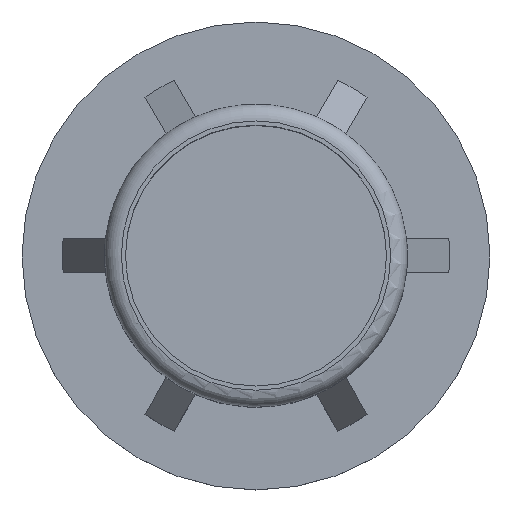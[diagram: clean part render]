
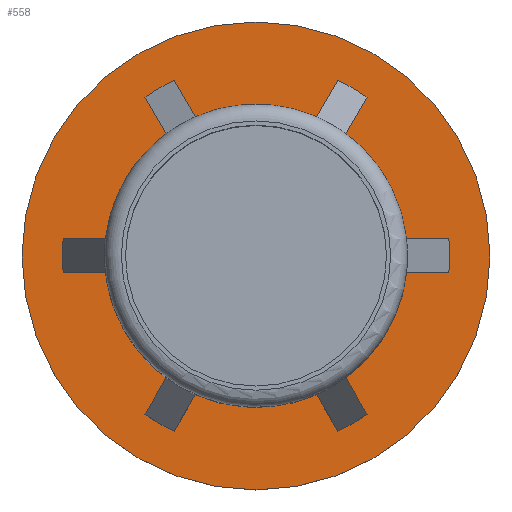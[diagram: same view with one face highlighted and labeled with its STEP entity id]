
A CAD part, top view. The second image highlights one B-rep face of the part: STEP entity #558.
In plain terms, the highlighted planar face has unit normal (0, 0, 1).
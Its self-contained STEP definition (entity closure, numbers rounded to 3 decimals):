
#130 = VERTEX_POINT('',#131);
#131 = CARTESIAN_POINT('',(-11.456,-1.,0.));
#147 = VERTEX_POINT('',#148);
#148 = CARTESIAN_POINT('',(-11.456,1.,0.));
#154 = EDGE_CURVE('',#130,#147,#155,.T.);
#155 = CIRCLE('',#156,11.5);
#156 = AXIS2_PLACEMENT_3D('',#157,#158,#159);
#157 = CARTESIAN_POINT('',(0.,0.,0.));
#158 = DIRECTION('',(0.,0.,-1.));
#159 = DIRECTION('',(-0.996,-0.087,-0.));
#172 = VERTEX_POINT('',#173);
#173 = CARTESIAN_POINT('',(-4.862,-10.422,0.));
#189 = VERTEX_POINT('',#190);
#190 = CARTESIAN_POINT('',(-6.594,-9.422,0.));
#196 = EDGE_CURVE('',#172,#189,#197,.T.);
#197 = CIRCLE('',#198,11.5);
#198 = AXIS2_PLACEMENT_3D('',#199,#200,#201);
#199 = CARTESIAN_POINT('',(0.,0.,0.));
#200 = DIRECTION('',(0.,0.,-1.));
#201 = DIRECTION('',(-0.423,-0.906,-0.));
#212 = EDGE_CURVE('',#213,#130,#215,.T.);
#213 = VERTEX_POINT('',#214);
#214 = CARTESIAN_POINT('',(-8.944,-1.,0.));
#215 = LINE('',#216,#217);
#216 = CARTESIAN_POINT('',(-8.944,-1.,0.));
#217 = VECTOR('',#218,1.);
#218 = DIRECTION('',(-1.,0.,0.));
#245 = VERTEX_POINT('',#246);
#246 = CARTESIAN_POINT('',(6.594,-9.422,0.));
#262 = VERTEX_POINT('',#263);
#263 = CARTESIAN_POINT('',(4.862,-10.422,0.));
#269 = EDGE_CURVE('',#245,#262,#270,.T.);
#270 = CIRCLE('',#271,11.5);
#271 = AXIS2_PLACEMENT_3D('',#272,#273,#274);
#272 = CARTESIAN_POINT('',(0.,0.,0.));
#273 = DIRECTION('',(0.,0.,-1.));
#274 = DIRECTION('',(0.573,-0.819,0.));
#287 = VERTEX_POINT('',#288);
#288 = CARTESIAN_POINT('',(11.456,1.,0.));
#304 = VERTEX_POINT('',#305);
#305 = CARTESIAN_POINT('',(11.456,-1.,0.));
#311 = EDGE_CURVE('',#287,#304,#312,.T.);
#312 = CIRCLE('',#313,11.5);
#313 = AXIS2_PLACEMENT_3D('',#314,#315,#316);
#314 = CARTESIAN_POINT('',(0.,0.,0.));
#315 = DIRECTION('',(0.,0.,-1.));
#316 = DIRECTION('',(0.996,0.087,0.));
#327 = EDGE_CURVE('',#328,#245,#330,.T.);
#328 = VERTEX_POINT('',#329);
#329 = CARTESIAN_POINT('',(5.338,-7.246,0.));
#330 = LINE('',#331,#332);
#331 = CARTESIAN_POINT('',(5.338,-7.246,0.));
#332 = VECTOR('',#333,1.);
#333 = DIRECTION('',(0.5,-0.866,0.));
#385 = VERTEX_POINT('',#386);
#386 = CARTESIAN_POINT('',(3.606,-8.246,0.));
#392 = EDGE_CURVE('',#385,#262,#393,.T.);
#393 = LINE('',#394,#395);
#394 = CARTESIAN_POINT('',(3.606,-8.246,0.));
#395 = VECTOR('',#396,1.);
#396 = DIRECTION('',(0.5,-0.866,0.));
#416 = VERTEX_POINT('',#417);
#417 = CARTESIAN_POINT('',(8.944,-1.,0.));
#423 = EDGE_CURVE('',#416,#304,#424,.T.);
#424 = LINE('',#425,#426);
#425 = CARTESIAN_POINT('',(8.944,-1.,0.));
#426 = VECTOR('',#427,1.);
#427 = DIRECTION('',(1.,0.,0.));
#438 = EDGE_CURVE('',#439,#172,#441,.T.);
#439 = VERTEX_POINT('',#440);
#440 = CARTESIAN_POINT('',(-3.606,-8.246,0.));
#441 = LINE('',#442,#443);
#442 = CARTESIAN_POINT('',(-3.606,-8.246,0.));
#443 = VECTOR('',#444,1.);
#444 = DIRECTION('',(-0.5,-0.866,0.));
#496 = VERTEX_POINT('',#497);
#497 = CARTESIAN_POINT('',(-5.338,-7.246,0.));
#503 = EDGE_CURVE('',#496,#189,#504,.T.);
#504 = LINE('',#505,#506);
#505 = CARTESIAN_POINT('',(-5.338,-7.246,0.));
#506 = VECTOR('',#507,1.);
#507 = DIRECTION('',(-0.5,-0.866,0.));
#540 = VERTEX_POINT('',#541);
#541 = CARTESIAN_POINT('',(13.9,0.,0.));
#546 = EDGE_CURVE('',#540,#540,#547,.T.);
#547 = CIRCLE('',#548,13.9);
#548 = AXIS2_PLACEMENT_3D('',#549,#550,#551);
#549 = CARTESIAN_POINT('',(0.,0.,0.));
#550 = DIRECTION('',(0.,0.,1.));
#551 = DIRECTION('',(1.,0.,-0.));
#558 = ADVANCED_FACE('',(#559,#562),#686,.T.);
#559 = FACE_BOUND('',#560,.T.);
#560 = EDGE_LOOP('',(#561));
#561 = ORIENTED_EDGE('',*,*,#546,.T.);
#562 = FACE_BOUND('',#563,.T.);
#563 = EDGE_LOOP('',(#564,#574,#583,#591,#600,#608,#617,#623,#624,#625,
    #632,#633,#634,#635,#642,#643,#644,#645,#652,#653,#654,#662,#671,
    #679));
#564 = ORIENTED_EDGE('',*,*,#565,.T.);
#565 = EDGE_CURVE('',#566,#568,#570,.T.);
#566 = VERTEX_POINT('',#567);
#567 = CARTESIAN_POINT('',(-4.862,10.422,0.));
#568 = VERTEX_POINT('',#569);
#569 = CARTESIAN_POINT('',(-3.606,8.246,0.));
#570 = LINE('',#571,#572);
#571 = CARTESIAN_POINT('',(-4.862,10.422,0.));
#572 = VECTOR('',#573,1.);
#573 = DIRECTION('',(0.5,-0.866,0.));
#574 = ORIENTED_EDGE('',*,*,#575,.T.);
#575 = EDGE_CURVE('',#568,#576,#578,.T.);
#576 = VERTEX_POINT('',#577);
#577 = CARTESIAN_POINT('',(3.606,8.246,0.));
#578 = CIRCLE('',#579,9.);
#579 = AXIS2_PLACEMENT_3D('',#580,#581,#582);
#580 = CARTESIAN_POINT('',(0.,0.,0.));
#581 = DIRECTION('',(0.,0.,-1.));
#582 = DIRECTION('',(-0.401,0.916,0.));
#583 = ORIENTED_EDGE('',*,*,#584,.T.);
#584 = EDGE_CURVE('',#576,#585,#587,.T.);
#585 = VERTEX_POINT('',#586);
#586 = CARTESIAN_POINT('',(4.862,10.422,0.));
#587 = LINE('',#588,#589);
#588 = CARTESIAN_POINT('',(3.606,8.246,0.));
#589 = VECTOR('',#590,1.);
#590 = DIRECTION('',(0.5,0.866,0.));
#591 = ORIENTED_EDGE('',*,*,#592,.T.);
#592 = EDGE_CURVE('',#585,#593,#595,.T.);
#593 = VERTEX_POINT('',#594);
#594 = CARTESIAN_POINT('',(6.594,9.422,0.));
#595 = CIRCLE('',#596,11.5);
#596 = AXIS2_PLACEMENT_3D('',#597,#598,#599);
#597 = CARTESIAN_POINT('',(0.,0.,0.));
#598 = DIRECTION('',(0.,0.,-1.));
#599 = DIRECTION('',(0.423,0.906,0.));
#600 = ORIENTED_EDGE('',*,*,#601,.T.);
#601 = EDGE_CURVE('',#593,#602,#604,.T.);
#602 = VERTEX_POINT('',#603);
#603 = CARTESIAN_POINT('',(5.338,7.246,0.));
#604 = LINE('',#605,#606);
#605 = CARTESIAN_POINT('',(6.594,9.422,0.));
#606 = VECTOR('',#607,1.);
#607 = DIRECTION('',(-0.5,-0.866,0.));
#608 = ORIENTED_EDGE('',*,*,#609,.T.);
#609 = EDGE_CURVE('',#602,#610,#612,.T.);
#610 = VERTEX_POINT('',#611);
#611 = CARTESIAN_POINT('',(8.944,1.,0.));
#612 = CIRCLE('',#613,9.);
#613 = AXIS2_PLACEMENT_3D('',#614,#615,#616);
#614 = CARTESIAN_POINT('',(0.,0.,0.));
#615 = DIRECTION('',(0.,0.,-1.));
#616 = DIRECTION('',(0.593,0.805,0.));
#617 = ORIENTED_EDGE('',*,*,#618,.T.);
#618 = EDGE_CURVE('',#610,#287,#619,.T.);
#619 = LINE('',#620,#621);
#620 = CARTESIAN_POINT('',(8.944,1.,0.));
#621 = VECTOR('',#622,1.);
#622 = DIRECTION('',(1.,0.,0.));
#623 = ORIENTED_EDGE('',*,*,#311,.T.);
#624 = ORIENTED_EDGE('',*,*,#423,.F.);
#625 = ORIENTED_EDGE('',*,*,#626,.T.);
#626 = EDGE_CURVE('',#416,#328,#627,.T.);
#627 = CIRCLE('',#628,9.);
#628 = AXIS2_PLACEMENT_3D('',#629,#630,#631);
#629 = CARTESIAN_POINT('',(0.,0.,0.));
#630 = DIRECTION('',(0.,0.,-1.));
#631 = DIRECTION('',(0.994,-0.111,0.));
#632 = ORIENTED_EDGE('',*,*,#327,.T.);
#633 = ORIENTED_EDGE('',*,*,#269,.T.);
#634 = ORIENTED_EDGE('',*,*,#392,.F.);
#635 = ORIENTED_EDGE('',*,*,#636,.T.);
#636 = EDGE_CURVE('',#385,#439,#637,.T.);
#637 = CIRCLE('',#638,9.);
#638 = AXIS2_PLACEMENT_3D('',#639,#640,#641);
#639 = CARTESIAN_POINT('',(0.,0.,0.));
#640 = DIRECTION('',(0.,0.,-1.));
#641 = DIRECTION('',(0.401,-0.916,0.));
#642 = ORIENTED_EDGE('',*,*,#438,.T.);
#643 = ORIENTED_EDGE('',*,*,#196,.T.);
#644 = ORIENTED_EDGE('',*,*,#503,.F.);
#645 = ORIENTED_EDGE('',*,*,#646,.T.);
#646 = EDGE_CURVE('',#496,#213,#647,.T.);
#647 = CIRCLE('',#648,9.);
#648 = AXIS2_PLACEMENT_3D('',#649,#650,#651);
#649 = CARTESIAN_POINT('',(0.,0.,0.));
#650 = DIRECTION('',(0.,0.,-1.));
#651 = DIRECTION('',(-0.593,-0.805,-0.));
#652 = ORIENTED_EDGE('',*,*,#212,.T.);
#653 = ORIENTED_EDGE('',*,*,#154,.T.);
#654 = ORIENTED_EDGE('',*,*,#655,.T.);
#655 = EDGE_CURVE('',#147,#656,#658,.T.);
#656 = VERTEX_POINT('',#657);
#657 = CARTESIAN_POINT('',(-8.944,1.,0.));
#658 = LINE('',#659,#660);
#659 = CARTESIAN_POINT('',(-11.456,1.,0.));
#660 = VECTOR('',#661,1.);
#661 = DIRECTION('',(1.,0.,0.));
#662 = ORIENTED_EDGE('',*,*,#663,.T.);
#663 = EDGE_CURVE('',#656,#664,#666,.T.);
#664 = VERTEX_POINT('',#665);
#665 = CARTESIAN_POINT('',(-5.338,7.246,0.));
#666 = CIRCLE('',#667,9.);
#667 = AXIS2_PLACEMENT_3D('',#668,#669,#670);
#668 = CARTESIAN_POINT('',(0.,0.,0.));
#669 = DIRECTION('',(0.,0.,-1.));
#670 = DIRECTION('',(-0.994,0.111,0.));
#671 = ORIENTED_EDGE('',*,*,#672,.T.);
#672 = EDGE_CURVE('',#664,#673,#675,.T.);
#673 = VERTEX_POINT('',#674);
#674 = CARTESIAN_POINT('',(-6.594,9.422,0.));
#675 = LINE('',#676,#677);
#676 = CARTESIAN_POINT('',(-5.338,7.246,0.));
#677 = VECTOR('',#678,1.);
#678 = DIRECTION('',(-0.5,0.866,0.));
#679 = ORIENTED_EDGE('',*,*,#680,.T.);
#680 = EDGE_CURVE('',#673,#566,#681,.T.);
#681 = CIRCLE('',#682,11.5);
#682 = AXIS2_PLACEMENT_3D('',#683,#684,#685);
#683 = CARTESIAN_POINT('',(0.,0.,0.));
#684 = DIRECTION('',(0.,0.,-1.));
#685 = DIRECTION('',(-0.573,0.819,0.));
#686 = PLANE('',#687);
#687 = AXIS2_PLACEMENT_3D('',#688,#689,#690);
#688 = CARTESIAN_POINT('',(0.,14.463,0.));
#689 = DIRECTION('',(0.,0.,1.));
#690 = DIRECTION('',(1.,0.,-0.));
